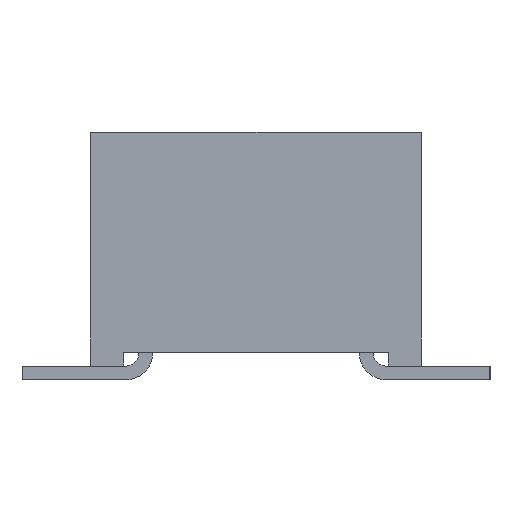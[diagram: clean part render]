
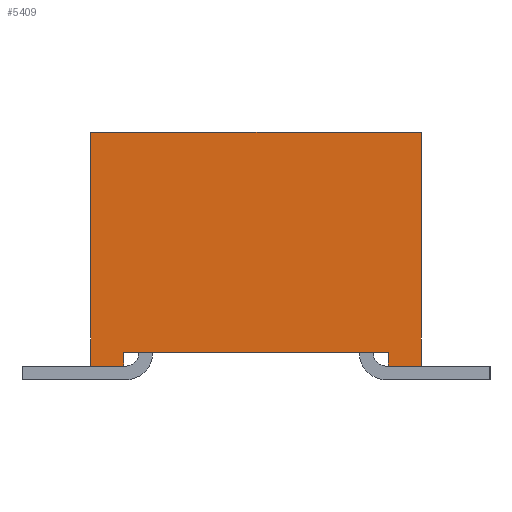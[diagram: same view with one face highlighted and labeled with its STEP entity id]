
A CAD part, left-side view. The second image highlights one B-rep face of the part: STEP entity #5409.
In plain terms, the highlighted planar face has unit normal (-1, 0, 0).
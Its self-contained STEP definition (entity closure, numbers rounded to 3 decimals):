
#5409 = ADVANCED_FACE('',(#5410),#5476,.F.);
#5410 = FACE_BOUND('',#5411,.T.);
#5411 = EDGE_LOOP('',(#5412,#5422,#5430,#5438,#5446,#5454,#5462,#5470));
#5412 = ORIENTED_EDGE('',*,*,#5413,.T.);
#5413 = EDGE_CURVE('',#5414,#5416,#5418,.T.);
#5414 = VERTEX_POINT('',#5415);
#5415 = CARTESIAN_POINT('',(-12.916,-1.219,0.277));
#5416 = VERTEX_POINT('',#5417);
#5417 = CARTESIAN_POINT('',(-12.916,-1.219,0.15));
#5418 = LINE('',#5419,#5420);
#5419 = CARTESIAN_POINT('',(-12.916,-1.219,0.277));
#5420 = VECTOR('',#5421,1.);
#5421 = DIRECTION('',(0.,0.,-1.));
#5422 = ORIENTED_EDGE('',*,*,#5423,.T.);
#5423 = EDGE_CURVE('',#5416,#5424,#5426,.T.);
#5424 = VERTEX_POINT('',#5425);
#5425 = CARTESIAN_POINT('',(-12.916,-1.524,0.15));
#5426 = LINE('',#5427,#5428);
#5427 = CARTESIAN_POINT('',(-12.916,1.524,0.15));
#5428 = VECTOR('',#5429,1.);
#5429 = DIRECTION('',(0.,-1.,0.));
#5430 = ORIENTED_EDGE('',*,*,#5431,.F.);
#5431 = EDGE_CURVE('',#5432,#5424,#5434,.T.);
#5432 = VERTEX_POINT('',#5433);
#5433 = CARTESIAN_POINT('',(-12.916,-1.524,2.309));
#5434 = LINE('',#5435,#5436);
#5435 = CARTESIAN_POINT('',(-12.916,-1.524,2.309));
#5436 = VECTOR('',#5437,1.);
#5437 = DIRECTION('',(0.,0.,-1.));
#5438 = ORIENTED_EDGE('',*,*,#5439,.F.);
#5439 = EDGE_CURVE('',#5440,#5432,#5442,.T.);
#5440 = VERTEX_POINT('',#5441);
#5441 = CARTESIAN_POINT('',(-12.916,1.524,2.309));
#5442 = LINE('',#5443,#5444);
#5443 = CARTESIAN_POINT('',(-12.916,1.524,2.309));
#5444 = VECTOR('',#5445,1.);
#5445 = DIRECTION('',(0.,-1.,0.));
#5446 = ORIENTED_EDGE('',*,*,#5447,.T.);
#5447 = EDGE_CURVE('',#5440,#5448,#5450,.T.);
#5448 = VERTEX_POINT('',#5449);
#5449 = CARTESIAN_POINT('',(-12.916,1.524,0.15));
#5450 = LINE('',#5451,#5452);
#5451 = CARTESIAN_POINT('',(-12.916,1.524,2.309));
#5452 = VECTOR('',#5453,1.);
#5453 = DIRECTION('',(0.,0.,-1.));
#5454 = ORIENTED_EDGE('',*,*,#5455,.T.);
#5455 = EDGE_CURVE('',#5448,#5456,#5458,.T.);
#5456 = VERTEX_POINT('',#5457);
#5457 = CARTESIAN_POINT('',(-12.916,1.219,0.15));
#5458 = LINE('',#5459,#5460);
#5459 = CARTESIAN_POINT('',(-12.916,1.524,0.15));
#5460 = VECTOR('',#5461,1.);
#5461 = DIRECTION('',(0.,-1.,0.));
#5462 = ORIENTED_EDGE('',*,*,#5463,.T.);
#5463 = EDGE_CURVE('',#5456,#5464,#5466,.T.);
#5464 = VERTEX_POINT('',#5465);
#5465 = CARTESIAN_POINT('',(-12.916,1.219,0.277));
#5466 = LINE('',#5467,#5468);
#5467 = CARTESIAN_POINT('',(-12.916,1.219,0.023));
#5468 = VECTOR('',#5469,1.);
#5469 = DIRECTION('',(0.,0.,1.));
#5470 = ORIENTED_EDGE('',*,*,#5471,.T.);
#5471 = EDGE_CURVE('',#5464,#5414,#5472,.T.);
#5472 = LINE('',#5473,#5474);
#5473 = CARTESIAN_POINT('',(-12.916,1.219,0.277));
#5474 = VECTOR('',#5475,1.);
#5475 = DIRECTION('',(0.,-1.,0.));
#5476 = PLANE('',#5477);
#5477 = AXIS2_PLACEMENT_3D('',#5478,#5479,#5480);
#5478 = CARTESIAN_POINT('',(-12.916,1.524,2.309));
#5479 = DIRECTION('',(1.,0.,0.));
#5480 = DIRECTION('',(0.,1.,0.));
